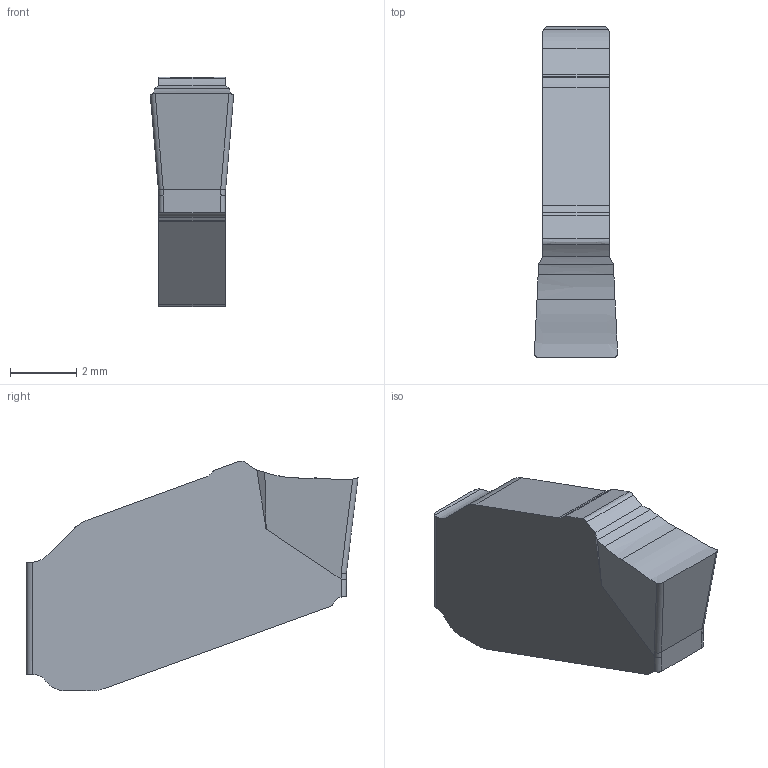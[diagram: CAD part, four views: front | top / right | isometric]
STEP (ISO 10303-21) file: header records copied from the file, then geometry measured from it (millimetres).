
FILE_DESCRIPTION(/* description */ (''),/* implementation_level */ '2;1');
FILE_NAME(/* name */ 'aaa328880_a.stp',/* time_stamp */ '2019-09-27T13:19:32+02:00',/* author */ (''),/* organization */ ('SMS'),/* preprocessor_version */ 'ST-DEVELOPER v16.7',/* originating_system */ 'SIEMENS PLM Software NX 12.0',/* authorisation */ '');
FILE_SCHEMA (('AUTOMOTIVE_DESIGN { 1 0 10303 214 3 1 1 1 }'));
Length unit declared in the file: millimetre
Products named in the file (1): AAA328880_A
Bounding box: 2.51 x 10 x 6.93 mm (x, y, z)
Volume: 94.2 mm3; surface area: 150.5 mm2
Topology: 1 solids, 1 shells, 45 faces, 124 edges, 83 vertices
Faces by surface type: plane 18, cylinder 17, extrusion 10
Entity records: 1775 total; most frequent: CARTESIAN_POINT 535, ORIENTED_EDGE 246, DIRECTION 229, EDGE_CURVE 123, VERTEX_POINT 80, AXIS2_PLACEMENT_3D 77, VECTOR 75, LINE 65
